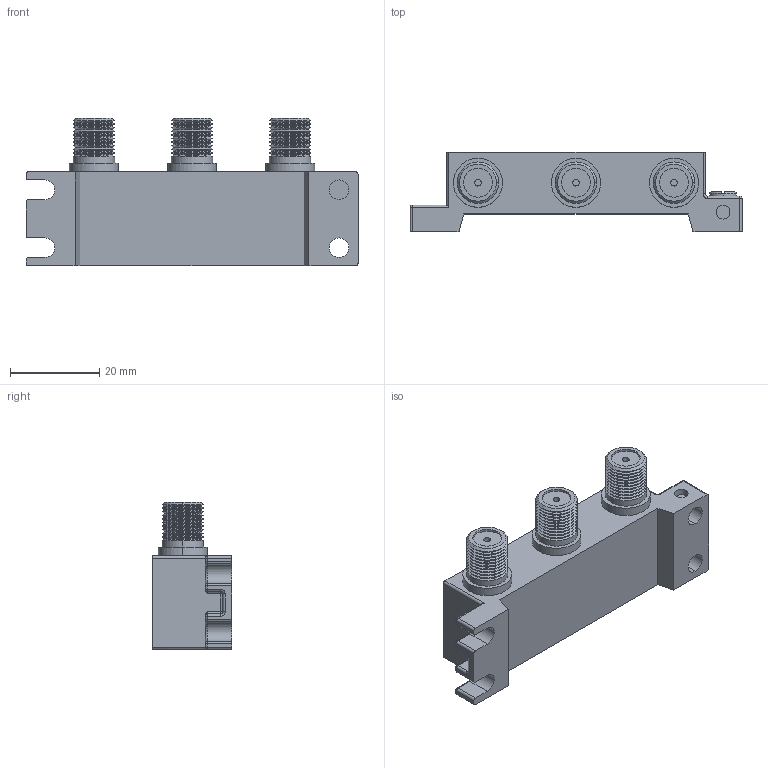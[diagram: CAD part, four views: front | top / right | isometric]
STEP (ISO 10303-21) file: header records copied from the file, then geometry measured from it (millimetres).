
FILE_DESCRIPTION (( 'STEP AP203' ), '1' );
FILE_NAME ('FMDP1007_3D.STEP', '2022-11-03T16:12:43', ( '' ), ( '' ), 'SwSTEP 2.0', 'SolidWorks 2022', '' );
FILE_SCHEMA (( 'CONFIG_CONTROL_DESIGN' ));
Length unit declared in the file: millimetre
Products named in the file (1): FMDP1007_3D
Bounding box: 74.5 x 17.9 x 33 mm (x, y, z)
Volume: 20861.6 mm3; surface area: 7834.8 mm2
Topology: 1 solids, 1 shells, 929 faces, 2205 edges, 1334 vertices
Faces by surface type: plane 352, bspline 163, cylinder 138, torus 134, cone 126, sphere 16
Entity records: 36490 total; most frequent: CARTESIAN_POINT 15844, ORIENTED_EDGE 4378, DIRECTION 3991, EDGE_CURVE 2189, AXIS2_PLACEMENT_3D 1369, VERTEX_POINT 1334, LINE 1253, VECTOR 1253
